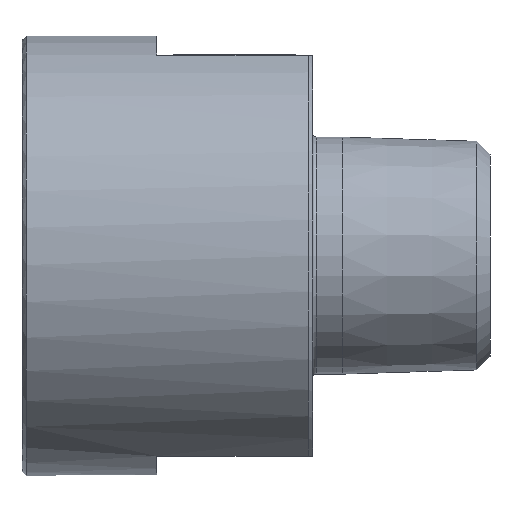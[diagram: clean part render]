
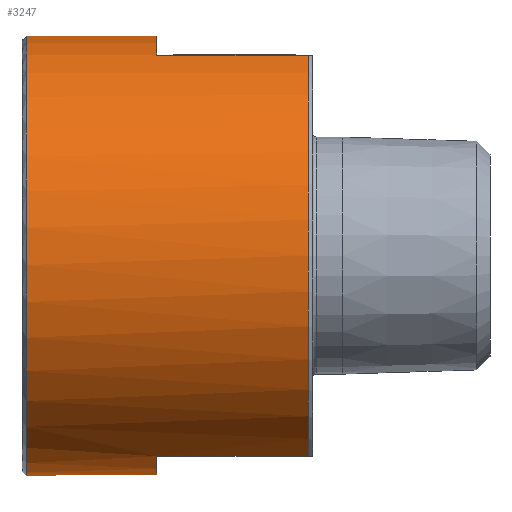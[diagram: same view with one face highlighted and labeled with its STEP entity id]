
A CAD part, front view. The second image highlights one B-rep face of the part: STEP entity #3247.
In plain terms, the highlighted cylindrical face has radius 19.75 mm (diameter 39.5 mm), a full revolution.
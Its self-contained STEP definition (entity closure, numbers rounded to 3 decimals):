
#517 = CIRCLE ( 'NONE', #11716, 19.75 ) ;
#518 = DIRECTION ( 'NONE',  ( 0., 0., -1. ) ) ;
#907 = DIRECTION ( 'NONE',  ( 0., 0., 1. ) ) ;
#969 = DIRECTION ( 'NONE',  ( -1., 0., 0. ) ) ;
#1337 = DIRECTION ( 'NONE',  ( 0., 0., -1. ) ) ;
#1962 = CARTESIAN_POINT ( 'NONE',  ( 12.09, 8.128, 18. ) ) ;
#2200 = CARTESIAN_POINT ( 'NONE',  ( 25.69, -8.128, -18. ) ) ;
#2626 = ORIENTED_EDGE ( 'NONE', *, *, #6332, .F. ) ;
#2827 = EDGE_CURVE ( 'NONE', #7531, #4961, #8653, .T. ) ;
#3247 = ADVANCED_FACE ( 'NONE', ( #8630, #13416 ), #8326, .T. ) ;
#3605 = DIRECTION ( 'NONE',  ( -1., 0., 0. ) ) ;
#3739 = VERTEX_POINT ( 'NONE', #1962 ) ;
#3760 = CARTESIAN_POINT ( 'NONE',  ( 12.09, 0., 0. ) ) ;
#4379 = EDGE_CURVE ( 'NONE', #4961, #10764, #7611, .T. ) ;
#4784 = DIRECTION ( 'NONE',  ( 0., 0., -1. ) ) ;
#4834 = ORIENTED_EDGE ( 'NONE', *, *, #11001, .T. ) ;
#4961 = VERTEX_POINT ( 'NONE', #7472 ) ;
#5013 = DIRECTION ( 'NONE',  ( -1., 0., 0. ) ) ;
#5137 = VECTOR ( 'NONE', #5013, 1000. ) ;
#5212 = DIRECTION ( 'NONE',  ( 1., 0., 0. ) ) ;
#5366 = AXIS2_PLACEMENT_3D ( 'NONE', #6933, #969, #8024 ) ;
#5836 = VERTEX_POINT ( 'NONE', #8513 ) ;
#6171 = DIRECTION ( 'NONE',  ( -1., 0., 0. ) ) ;
#6266 = DIRECTION ( 'NONE',  ( -1., 0., 0. ) ) ;
#6281 = DIRECTION ( 'NONE',  ( -1., 0., 0. ) ) ;
#6332 = EDGE_CURVE ( 'NONE', #7531, #11124, #15076, .T. ) ;
#6424 = ORIENTED_EDGE ( 'NONE', *, *, #4379, .T. ) ;
#6434 = CARTESIAN_POINT ( 'NONE',  ( 0., -8.128, -18. ) ) ;
#6502 = CARTESIAN_POINT ( 'NONE',  ( 0., -8.128, 18. ) ) ;
#6914 = CIRCLE ( 'NONE', #14015, 19.75 ) ;
#6933 = CARTESIAN_POINT ( 'NONE',  ( 25.69, 0., 0. ) ) ;
#7389 = VECTOR ( 'NONE', #6266, 1000. ) ;
#7472 = CARTESIAN_POINT ( 'NONE',  ( 25.69, -8.128, 18. ) ) ;
#7531 = VERTEX_POINT ( 'NONE', #2200 ) ;
#7611 = LINE ( 'NONE', #6502, #7389 ) ;
#8024 = DIRECTION ( 'NONE',  ( 0., 0., 1. ) ) ;
#8033 = ORIENTED_EDGE ( 'NONE', *, *, #10032, .T. ) ;
#8326 = CYLINDRICAL_SURFACE ( 'NONE', #13704, 19.75 ) ;
#8392 = ORIENTED_EDGE ( 'NONE', *, *, #10924, .T. ) ;
#8513 = CARTESIAN_POINT ( 'NONE',  ( 0.4, 0., -19.75 ) ) ;
#8613 = AXIS2_PLACEMENT_3D ( 'NONE', #3760, #9549, #4784 ) ;
#8630 = FACE_OUTER_BOUND ( 'NONE', #15469, .T. ) ;
#8653 = CIRCLE ( 'NONE', #5366, 19.75 ) ;
#9051 = CARTESIAN_POINT ( 'NONE',  ( 0., 8.128, 18. ) ) ;
#9087 = VERTEX_POINT ( 'NONE', #9853 ) ;
#9428 = CIRCLE ( 'NONE', #12734, 19.75 ) ;
#9549 = DIRECTION ( 'NONE',  ( -1., 0., 0. ) ) ;
#9616 = LINE ( 'NONE', #12102, #5137 ) ;
#9683 = CARTESIAN_POINT ( 'NONE',  ( 25.69, 8.128, -18. ) ) ;
#9740 = CARTESIAN_POINT ( 'NONE',  ( 12.09, 0., 0. ) ) ;
#9754 = DIRECTION ( 'NONE',  ( 0., 0., 1. ) ) ;
#9821 = CARTESIAN_POINT ( 'NONE',  ( 0., 0., 0. ) ) ;
#9822 = ORIENTED_EDGE ( 'NONE', *, *, #2827, .T. ) ;
#9853 = CARTESIAN_POINT ( 'NONE',  ( 25.69, 8.128, 18. ) ) ;
#10016 = LINE ( 'NONE', #9051, #12959 ) ;
#10032 = EDGE_CURVE ( 'NONE', #9087, #12640, #517, .T. ) ;
#10751 = VECTOR ( 'NONE', #12631, 1000. ) ;
#10764 = VERTEX_POINT ( 'NONE', #11763 ) ;
#10924 = EDGE_CURVE ( 'NONE', #12157, #11124, #9428, .T. ) ;
#11001 = EDGE_CURVE ( 'NONE', #5836, #5836, #6914, .T. ) ;
#11063 = CARTESIAN_POINT ( 'NONE',  ( 12.09, 8.128, -18. ) ) ;
#11124 = VERTEX_POINT ( 'NONE', #14402 ) ;
#11413 = EDGE_CURVE ( 'NONE', #12640, #12157, #9616, .T. ) ;
#11716 = AXIS2_PLACEMENT_3D ( 'NONE', #15429, #3605, #907 ) ;
#11763 = CARTESIAN_POINT ( 'NONE',  ( 12.09, -8.128, 18. ) ) ;
#12102 = CARTESIAN_POINT ( 'NONE',  ( 0., 8.128, -18. ) ) ;
#12150 = EDGE_LOOP ( 'NONE', ( #14901, #8033, #13507, #8392, #2626, #9822, #6424, #13106 ) ) ;
#12157 = VERTEX_POINT ( 'NONE', #11063 ) ;
#12163 = EDGE_CURVE ( 'NONE', #10764, #3739, #13961, .T. ) ;
#12359 = EDGE_CURVE ( 'NONE', #9087, #3739, #10016, .T. ) ;
#12631 = DIRECTION ( 'NONE',  ( -1., 0., 0. ) ) ;
#12640 = VERTEX_POINT ( 'NONE', #9683 ) ;
#12734 = AXIS2_PLACEMENT_3D ( 'NONE', #9740, #6171, #1337 ) ;
#12959 = VECTOR ( 'NONE', #6281, 1000. ) ;
#13106 = ORIENTED_EDGE ( 'NONE', *, *, #12163, .T. ) ;
#13416 = FACE_OUTER_BOUND ( 'NONE', #12150, .T. ) ;
#13503 = DIRECTION ( 'NONE',  ( -1., 0., 0. ) ) ;
#13507 = ORIENTED_EDGE ( 'NONE', *, *, #11413, .T. ) ;
#13704 = AXIS2_PLACEMENT_3D ( 'NONE', #9821, #13503, #9754 ) ;
#13961 = CIRCLE ( 'NONE', #8613, 19.75 ) ;
#14015 = AXIS2_PLACEMENT_3D ( 'NONE', #14807, #5212, #518 ) ;
#14402 = CARTESIAN_POINT ( 'NONE',  ( 12.09, -8.128, -18. ) ) ;
#14807 = CARTESIAN_POINT ( 'NONE',  ( 0.4, 0., 0. ) ) ;
#14901 = ORIENTED_EDGE ( 'NONE', *, *, #12359, .F. ) ;
#15076 = LINE ( 'NONE', #6434, #10751 ) ;
#15429 = CARTESIAN_POINT ( 'NONE',  ( 25.69, 0., 0. ) ) ;
#15469 = EDGE_LOOP ( 'NONE', ( #4834 ) ) ;
